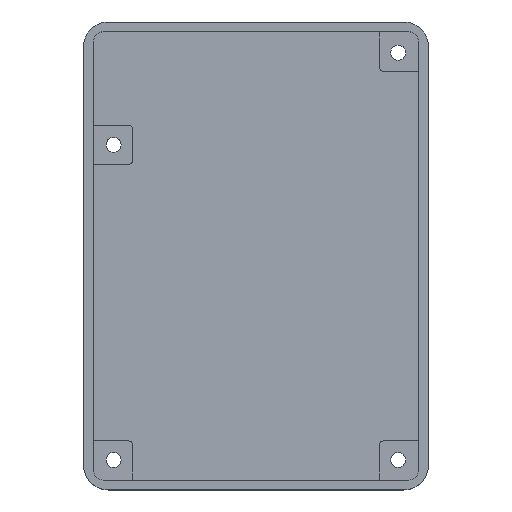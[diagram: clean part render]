
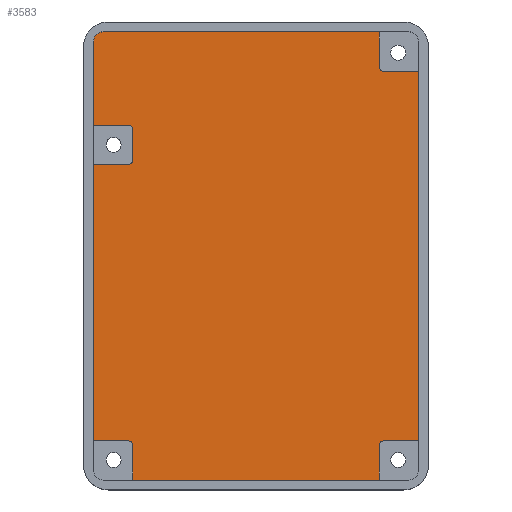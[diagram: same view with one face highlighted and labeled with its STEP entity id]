
A CAD part, top view. The second image highlights one B-rep face of the part: STEP entity #3583.
In plain terms, the highlighted planar face has unit normal (0, 0, 1).
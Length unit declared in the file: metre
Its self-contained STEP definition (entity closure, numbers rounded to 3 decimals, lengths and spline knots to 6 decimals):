
#138=CIRCLE('',#3823,0.002);
#139=CIRCLE('',#3824,0.001);
#140=CIRCLE('',#3825,0.001);
#141=CIRCLE('',#3826,0.001);
#142=CIRCLE('',#3827,0.001);
#143=CIRCLE('',#3828,0.001);
#501=ORIENTED_EDGE('',*,*,#1532,.T.);
#502=ORIENTED_EDGE('',*,*,#1585,.T.);
#503=ORIENTED_EDGE('',*,*,#1550,.F.);
#504=ORIENTED_EDGE('',*,*,#1586,.T.);
#505=ORIENTED_EDGE('',*,*,#1587,.F.);
#506=ORIENTED_EDGE('',*,*,#1588,.T.);
#507=ORIENTED_EDGE('',*,*,#1589,.F.);
#508=ORIENTED_EDGE('',*,*,#1590,.F.);
#509=ORIENTED_EDGE('',*,*,#1556,.F.);
#510=ORIENTED_EDGE('',*,*,#1591,.T.);
#511=ORIENTED_EDGE('',*,*,#1592,.F.);
#512=ORIENTED_EDGE('',*,*,#1593,.F.);
#513=ORIENTED_EDGE('',*,*,#1546,.F.);
#514=ORIENTED_EDGE('',*,*,#1594,.T.);
#515=ORIENTED_EDGE('',*,*,#1595,.T.);
#516=ORIENTED_EDGE('',*,*,#1596,.F.);
#517=ORIENTED_EDGE('',*,*,#1573,.T.);
#518=ORIENTED_EDGE('',*,*,#1597,.T.);
#519=ORIENTED_EDGE('',*,*,#1598,.F.);
#520=ORIENTED_EDGE('',*,*,#1599,.F.);
#1532=EDGE_CURVE('',#2080,#2079,#2388,.T.);
#1546=EDGE_CURVE('',#2093,#2094,#2398,.T.);
#1550=EDGE_CURVE('',#2097,#2098,#2402,.T.);
#1556=EDGE_CURVE('',#2103,#2104,#2408,.T.);
#1573=EDGE_CURVE('',#2118,#2117,#2425,.T.);
#1585=EDGE_CURVE('',#2079,#2098,#138,.T.);
#1586=EDGE_CURVE('',#2097,#2121,#2429,.T.);
#1587=EDGE_CURVE('',#2122,#2121,#139,.T.);
#1588=EDGE_CURVE('',#2122,#2123,#2430,.T.);
#1589=EDGE_CURVE('',#2124,#2123,#140,.T.);
#1590=EDGE_CURVE('',#2104,#2124,#2431,.T.);
#1591=EDGE_CURVE('',#2103,#2125,#2432,.T.);
#1592=EDGE_CURVE('',#2126,#2125,#141,.T.);
#1593=EDGE_CURVE('',#2094,#2126,#2433,.T.);
#1594=EDGE_CURVE('',#2093,#2127,#2434,.T.);
#1595=EDGE_CURVE('',#2127,#2128,#142,.T.);
#1596=EDGE_CURVE('',#2118,#2128,#2435,.T.);
#1597=EDGE_CURVE('',#2117,#2129,#2436,.T.);
#1598=EDGE_CURVE('',#2130,#2129,#143,.T.);
#1599=EDGE_CURVE('',#2080,#2130,#2437,.T.);
#2079=VERTEX_POINT('',#5009);
#2080=VERTEX_POINT('',#5011);
#2093=VERTEX_POINT('',#5038);
#2094=VERTEX_POINT('',#5040);
#2097=VERTEX_POINT('',#5048);
#2098=VERTEX_POINT('',#5049);
#2103=VERTEX_POINT('',#5059);
#2104=VERTEX_POINT('',#5061);
#2117=VERTEX_POINT('',#5094);
#2118=VERTEX_POINT('',#5096);
#2121=VERTEX_POINT('',#5114);
#2122=VERTEX_POINT('',#5116);
#2123=VERTEX_POINT('',#5118);
#2124=VERTEX_POINT('',#5120);
#2125=VERTEX_POINT('',#5123);
#2126=VERTEX_POINT('',#5125);
#2127=VERTEX_POINT('',#5128);
#2128=VERTEX_POINT('',#5130);
#2129=VERTEX_POINT('',#5133);
#2130=VERTEX_POINT('',#5135);
#2388=LINE('',#5010,#2738);
#2398=LINE('',#5039,#2748);
#2402=LINE('',#5047,#2752);
#2408=LINE('',#5060,#2758);
#2425=LINE('',#5095,#2775);
#2429=LINE('',#5113,#2779);
#2430=LINE('',#5117,#2780);
#2431=LINE('',#5121,#2781);
#2432=LINE('',#5122,#2782);
#2433=LINE('',#5126,#2783);
#2434=LINE('',#5127,#2784);
#2435=LINE('',#5131,#2785);
#2436=LINE('',#5132,#2786);
#2437=LINE('',#5136,#2787);
#2738=VECTOR('',#4065,1.);
#2748=VECTOR('',#4085,1.);
#2752=VECTOR('',#4091,1.);
#2758=VECTOR('',#4097,1.);
#2775=VECTOR('',#4122,1.);
#2779=VECTOR('',#4148,1.);
#2780=VECTOR('',#4151,1.);
#2781=VECTOR('',#4154,1.);
#2782=VECTOR('',#4155,1.);
#2783=VECTOR('',#4158,1.);
#2784=VECTOR('',#4159,1.);
#2785=VECTOR('',#4162,1.);
#2786=VECTOR('',#4163,1.);
#2787=VECTOR('',#4166,1.);
#3045=EDGE_LOOP('',(#501,#502,#503,#504,#505,#506,#507,#508,#509,#510,#511,
#512,#513,#514,#515,#516,#517,#518,#519,#520));
#3271=FACE_BOUND('',#3045,.T.);
#3483=PLANE('',#3822);
#3583=ADVANCED_FACE('',(#3271),#3483,.T.);
#3822=AXIS2_PLACEMENT_3D('',#5111,#4144,#4145);
#3823=AXIS2_PLACEMENT_3D('',#5112,#4146,#4147);
#3824=AXIS2_PLACEMENT_3D('',#5115,#4149,#4150);
#3825=AXIS2_PLACEMENT_3D('',#5119,#4152,#4153);
#3826=AXIS2_PLACEMENT_3D('',#5124,#4156,#4157);
#3827=AXIS2_PLACEMENT_3D('',#5129,#4160,#4161);
#3828=AXIS2_PLACEMENT_3D('',#5134,#4164,#4165);
#4065=DIRECTION('',(-1.,0.,0.));
#4085=DIRECTION('',(-1.,0.,0.));
#4091=DIRECTION('',(0.,1.,0.));
#4097=DIRECTION('',(0.,1.,0.));
#4122=DIRECTION('',(0.,1.,0.));
#4144=DIRECTION('',(0.,0.,1.));
#4145=DIRECTION('',(1.,0.,0.));
#4146=DIRECTION('',(0.,0.,1.));
#4147=DIRECTION('',(1.,0.,0.));
#4148=DIRECTION('',(1.,0.,0.));
#4149=DIRECTION('',(0.,0.,1.));
#4150=DIRECTION('',(1.,0.,0.));
#4151=DIRECTION('',(0.,-1.,0.));
#4152=DIRECTION('',(0.,0.,1.));
#4153=DIRECTION('',(1.,0.,0.));
#4154=DIRECTION('',(1.,0.,0.));
#4155=DIRECTION('',(1.,0.,0.));
#4156=DIRECTION('',(0.,0.,1.));
#4157=DIRECTION('',(1.,0.,0.));
#4158=DIRECTION('',(0.,1.,0.));
#4159=DIRECTION('',(0.,1.,0.));
#4160=DIRECTION('',(0.,0.,-1.));
#4161=DIRECTION('',(1.,0.,0.));
#4162=DIRECTION('',(-1.,0.,0.));
#4163=DIRECTION('',(-1.,0.,0.));
#4164=DIRECTION('',(0.,0.,1.));
#4165=DIRECTION('',(1.,0.,0.));
#4166=DIRECTION('',(0.,-1.,0.));
#5009=CARTESIAN_POINT('',(-0.031,0.0455,0.003));
#5010=CARTESIAN_POINT('',(0.,0.0455,0.003));
#5011=CARTESIAN_POINT('',(0.025,0.0455,0.003));
#5038=CARTESIAN_POINT('',(0.025,-0.0455,0.003));
#5039=CARTESIAN_POINT('',(0.,-0.0455,0.003));
#5040=CARTESIAN_POINT('',(-0.025,-0.0455,0.003));
#5047=CARTESIAN_POINT('',(-0.033,0.,0.003));
#5048=CARTESIAN_POINT('',(-0.033,0.02658,0.003));
#5049=CARTESIAN_POINT('',(-0.033,0.0435,0.003));
#5059=CARTESIAN_POINT('',(-0.033,-0.0375,0.003));
#5060=CARTESIAN_POINT('',(-0.033,0.,0.003));
#5061=CARTESIAN_POINT('',(-0.033,0.01858,0.003));
#5094=CARTESIAN_POINT('',(0.033,0.0375,0.003));
#5095=CARTESIAN_POINT('',(0.033,0.,0.003));
#5096=CARTESIAN_POINT('',(0.033,-0.0375,0.003));
#5111=CARTESIAN_POINT('',(0.,0.,0.003));
#5112=CARTESIAN_POINT('',(-0.031,0.0435,0.003));
#5113=CARTESIAN_POINT('',(-0.0295,0.02658,0.003));
#5114=CARTESIAN_POINT('',(-0.026,0.02658,0.003));
#5115=CARTESIAN_POINT('',(-0.026,0.02558,0.003));
#5116=CARTESIAN_POINT('',(-0.025,0.02558,0.003));
#5117=CARTESIAN_POINT('',(-0.025,0.02258,0.003));
#5118=CARTESIAN_POINT('',(-0.025,0.01958,0.003));
#5119=CARTESIAN_POINT('',(-0.026,0.01958,0.003));
#5120=CARTESIAN_POINT('',(-0.026,0.01858,0.003));
#5121=CARTESIAN_POINT('',(-0.0295,0.01858,0.003));
#5122=CARTESIAN_POINT('',(-0.0295,-0.0375,0.003));
#5123=CARTESIAN_POINT('',(-0.026,-0.0375,0.003));
#5124=CARTESIAN_POINT('',(-0.026,-0.0385,0.003));
#5125=CARTESIAN_POINT('',(-0.025,-0.0385,0.003));
#5126=CARTESIAN_POINT('',(-0.025,-0.042,0.003));
#5127=CARTESIAN_POINT('',(0.025,-0.042,0.003));
#5128=CARTESIAN_POINT('',(0.025,-0.0385,0.003));
#5129=CARTESIAN_POINT('',(0.026,-0.0385,0.003));
#5130=CARTESIAN_POINT('',(0.026,-0.0375,0.003));
#5131=CARTESIAN_POINT('',(0.0295,-0.0375,0.003));
#5132=CARTESIAN_POINT('',(0.0295,0.0375,0.003));
#5133=CARTESIAN_POINT('',(0.026,0.0375,0.003));
#5134=CARTESIAN_POINT('',(0.026,0.0385,0.003));
#5135=CARTESIAN_POINT('',(0.025,0.0385,0.003));
#5136=CARTESIAN_POINT('',(0.025,0.042,0.003));
